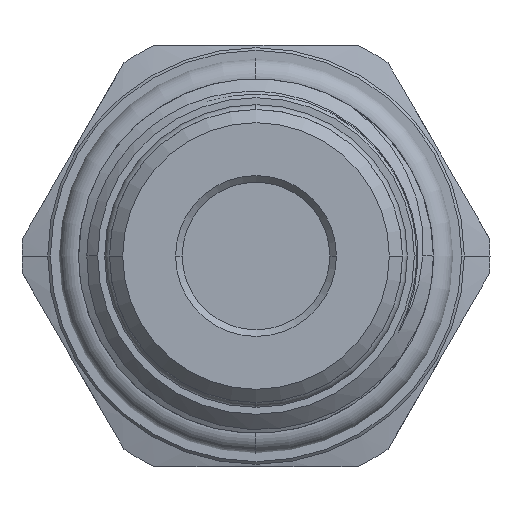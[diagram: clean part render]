
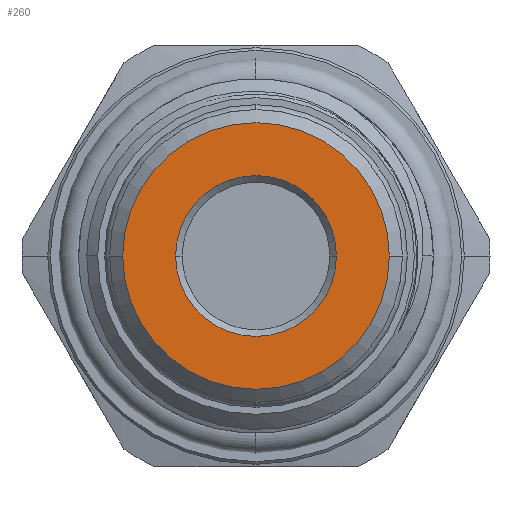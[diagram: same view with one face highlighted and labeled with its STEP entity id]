
A CAD part, left-side view. The second image highlights one B-rep face of the part: STEP entity #260.
In plain terms, the highlighted planar face has unit normal (-1, 0, 0).
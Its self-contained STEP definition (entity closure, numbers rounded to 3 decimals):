
#260 = ADVANCED_FACE ( 'NONE', ( #4252, #4245 ), #6357, .T. ) ;
#470 = DIRECTION ( 'NONE',  ( 0., -1., 0. ) ) ;
#471 = DIRECTION ( 'NONE',  ( 1., 0., 0. ) ) ;
#472 = CARTESIAN_POINT ( 'NONE',  ( -43.85, 0., 0. ) ) ;
#679 = VERTEX_POINT ( 'NONE', #1331 ) ;
#748 = VERTEX_POINT ( 'NONE', #1302 ) ;
#854 = VERTEX_POINT ( 'NONE', #1250 ) ;
#955 = DIRECTION ( 'NONE',  ( 0., -1., 0. ) ) ;
#956 = DIRECTION ( 'NONE',  ( -1., 0., 0. ) ) ;
#957 = CARTESIAN_POINT ( 'NONE',  ( -43.85, 0., 0. ) ) ;
#1250 = CARTESIAN_POINT ( 'NONE',  ( -43.85, 6.1, 0. ) ) ;
#1302 = CARTESIAN_POINT ( 'NONE',  ( -43.85, 10.11, 0. ) ) ;
#1331 = CARTESIAN_POINT ( 'NONE',  ( -43.85, -10.11, 0. ) ) ;
#1614 = EDGE_LOOP ( 'NONE', ( #7551, #7669 ) ) ;
#1800 = EDGE_LOOP ( 'NONE', ( #7563, #7671 ) ) ;
#2013 = CARTESIAN_POINT ( 'NONE',  ( -43.85, 0., 0. ) ) ;
#2014 = DIRECTION ( 'NONE',  ( 1., 0., 0. ) ) ;
#2015 = DIRECTION ( 'NONE',  ( 0., -1., 0. ) ) ;
#3358 = CARTESIAN_POINT ( 'NONE',  ( -43.85, 0., 0. ) ) ;
#3359 = DIRECTION ( 'NONE',  ( -1., 0., 0. ) ) ;
#3360 = DIRECTION ( 'NONE',  ( 0., -1., 0. ) ) ;
#4245 = FACE_OUTER_BOUND ( 'NONE', #1800, .T. ) ;
#4252 = FACE_BOUND ( 'NONE', #1614, .T. ) ;
#4658 = CIRCLE ( 'NONE', #8161, 10.11 ) ;
#5306 = EDGE_CURVE ( 'NONE', #679, #748, #9004, .T. ) ;
#5408 = EDGE_CURVE ( 'NONE', #8922, #854, #8908, .T. ) ;
#5563 = CARTESIAN_POINT ( 'NONE',  ( -43.85, -6.1, 0. ) ) ;
#5607 = EDGE_CURVE ( 'NONE', #854, #8922, #9024, .T. ) ;
#5809 = EDGE_CURVE ( 'NONE', #748, #679, #4658, .T. ) ;
#6327 = CARTESIAN_POINT ( 'NONE',  ( -43.85, 0., 0. ) ) ;
#6357 = PLANE ( 'NONE',  #9083 ) ;
#6404 = DIRECTION ( 'NONE',  ( -1., 0., 0. ) ) ;
#6407 = DIRECTION ( 'NONE',  ( 0., -1., 0. ) ) ;
#7333 = AXIS2_PLACEMENT_3D ( 'NONE', #957, #956, #955 ) ;
#7448 = AXIS2_PLACEMENT_3D ( 'NONE', #472, #471, #470 ) ;
#7479 = AXIS2_PLACEMENT_3D ( 'NONE', #2013, #2014, #2015 ) ;
#7551 = ORIENTED_EDGE ( 'NONE', *, *, #5408, .T. ) ;
#7563 = ORIENTED_EDGE ( 'NONE', *, *, #5809, .T. ) ;
#7669 = ORIENTED_EDGE ( 'NONE', *, *, #5607, .T. ) ;
#7671 = ORIENTED_EDGE ( 'NONE', *, *, #5306, .T. ) ;
#8161 = AXIS2_PLACEMENT_3D ( 'NONE', #3358, #3359, #3360 ) ;
#8908 = CIRCLE ( 'NONE', #7448, 6.1 ) ;
#8922 = VERTEX_POINT ( 'NONE', #5563 ) ;
#9004 = CIRCLE ( 'NONE', #7333, 10.11 ) ;
#9024 = CIRCLE ( 'NONE', #7479, 6.1 ) ;
#9083 = AXIS2_PLACEMENT_3D ( 'NONE', #6327, #6404, #6407 ) ;
